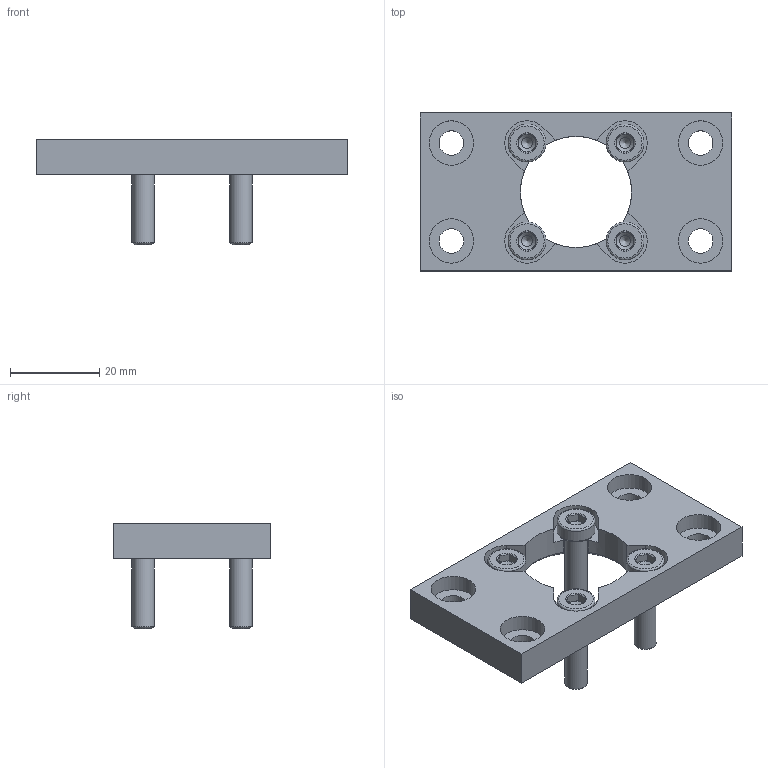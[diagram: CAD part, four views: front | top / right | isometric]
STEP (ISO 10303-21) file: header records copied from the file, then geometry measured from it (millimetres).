
FILE_DESCRIPTION(/* description */ ('STEP AP214'),/* implementation_level */ '2;1');
FILE_NAME(/* name */ '1405193_DAMF-F7-20',/* time_stamp */ '2024-08-13T14:49:03+02:00',/* author */ ('License CC BY-ND 4.0'),/* organization */ ('CADENAS'),/* preprocessor_version */ 'ST-DEVELOPER v19.3',/* originating_system */ 'PARTsolutions',/* authorisation */ ' ');
FILE_SCHEMA (('AUTOMOTIVE_DESIGN {1 0 10303 214 3 1 1}'));
Length unit declared in the file: millimetre
Products named in the file (3): 1405193 DAMF-F7-20; 1405193 DAMF-F7-20 (p); DIN-6912 - M5x20(F)
Assembly tree (5 placements, depth 2):
  1405193 DAMF-F7-20
    1405193 DAMF-F7-20 (p)
    DIN-6912 - M5x20(F)  x4
Bounding box: 70 x 35.5 x 23.7 mm (x, y, z)
Volume: 14946.3 mm3; surface area: 9169.7 mm2
Topology: 5 solids, 5 shells, 170 faces, 364 edges, 212 vertices
Faces by surface type: plane 90, cone 40, cylinder 32, torus 8
Full cylindrical faces by diameter (mm): 2.5 x4, 5 x4, 5.5 x4, 8.5 x4, 10 x4
Entity records: 2448 total; most frequent: CARTESIAN_POINT 442, DIRECTION 418, ORIENTED_EDGE 362, EDGE_CURVE 181, AXIS2_PLACEMENT_3D 162, VERTEX_POINT 124, FACE_BOUND 115, EDGE_LOOP 114
